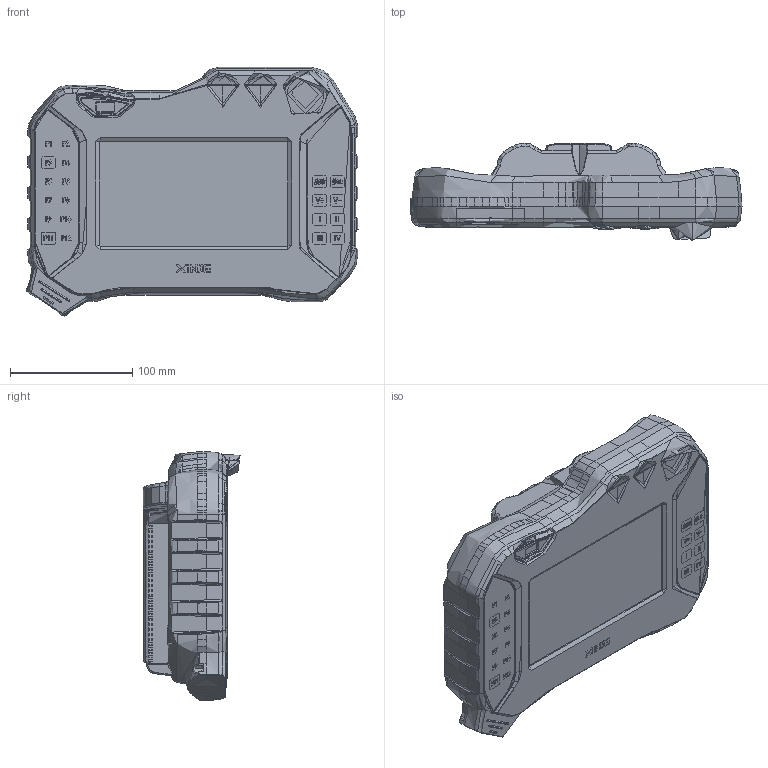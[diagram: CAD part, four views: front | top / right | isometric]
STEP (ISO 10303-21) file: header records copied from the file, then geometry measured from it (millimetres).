
FILE_DESCRIPTION(/* description */ (''),/* implementation_level */ '2;1');
FILE_NAME(/* name */ 'RT760',/* time_stamp */ '2022-12-27T10:46:18+08:00',/* author */ (''),/* organization */ (''),/* preprocessor_version */ 'ST-DEVELOPER v16.5',/* originating_system */ '',/* authorisation */ '');
FILE_SCHEMA (('CONFIG_CONTROL_DESIGN'));
Products named in the file (1): Document
Bounding box: 271.5 x 79.45 x 203.82 mm (x, y, z)
Volume: 2104694.7 mm3; surface area: 153952.2 mm2
Topology: 1 solids, 78 shells, 2258 faces, 6075 edges, 4162 vertices
Faces by surface type: bspline 1379, plane 533, cylinder 346
Entity records: 155162 total; most frequent: CARTESIAN_POINT 117278, ORIENTED_EDGE 11487, EDGE_CURVE 6066, B_SPLINE_CURVE_WITH_KNOTS 5332, VERTEX_POINT 4162, EDGE_LOOP 2543, ADVANCED_FACE 2253, FACE_OUTER_BOUND 2253
